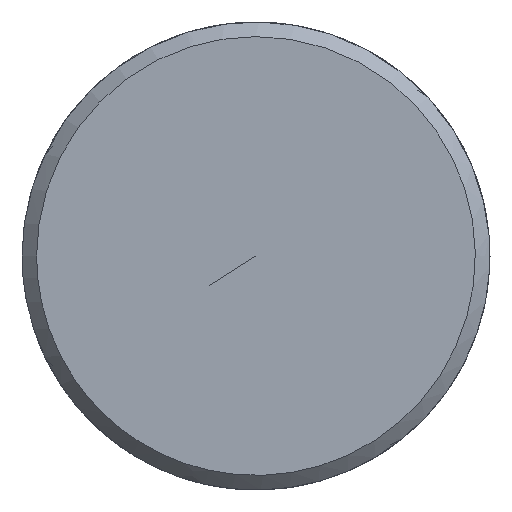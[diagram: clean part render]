
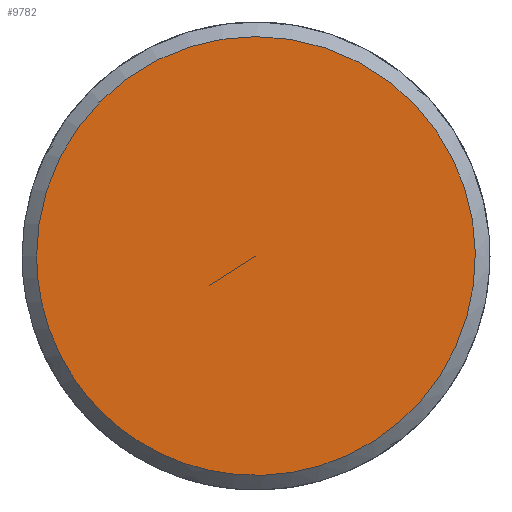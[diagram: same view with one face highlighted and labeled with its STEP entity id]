
A CAD part, left-side view. The second image highlights one B-rep face of the part: STEP entity #9782.
In plain terms, the highlighted free-form (B-spline) face has degree [5, 1] with [6, 2] control points.
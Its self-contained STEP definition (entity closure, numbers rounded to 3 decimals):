
#9710 = CARTESIAN_POINT ('', (-64., 3.75, 0.));
#9711 = VERTEX_POINT ('', #9710);
#9719 = CARTESIAN_POINT ('', (-64., 3.75, 0.));
#9720 = CARTESIAN_POINT ('', (-64., 3.75, 15.));
#9721 = CARTESIAN_POINT ('', (-64., -11.25, 7.5));
#9722 = CARTESIAN_POINT ('', (-64., -11.25, -7.5));
#9723 = CARTESIAN_POINT ('', (-64., 3.75, -15.));
#9724 = CARTESIAN_POINT ('', (-64., 3.75, 0.));
#9725 = (
   BOUNDED_CURVE ()
   B_SPLINE_CURVE (5, (#9719, #9720, #9721, #9722, #9723, #9724), .UNSPECIFIED., .T., .U.)
   B_SPLINE_CURVE_WITH_KNOTS ((6, 6), (0., 1.), .UNSPECIFIED.)
   CURVE ()
   GEOMETRIC_REPRESENTATION_ITEM ()
   RATIONAL_B_SPLINE_CURVE ((5., 1., 1., 1., 1., 5.))
   REPRESENTATION_ITEM ('')
);
#9726 = EDGE_CURVE ('', #9711, #9711, #9725, .T.);
#9758 = CARTESIAN_POINT ('', (-64., 0., 0.));
#9759 = VERTEX_POINT ('', #9758);
#9760 = CARTESIAN_POINT ('', (-64., 0., 0.));
#9761 = CARTESIAN_POINT ('', (-64., 3.75, 0.));
#9762 = B_SPLINE_CURVE_WITH_KNOTS ('', 1, (#9760, #9761), .UNSPECIFIED., .F., .U., (2, 2), (0., 1.), .UNSPECIFIED.);
#9763 = EDGE_CURVE ('', #9759, #9711, #9762, .T.);
#9764 = ORIENTED_EDGE ('', *, *, #9763, .F.);
#9765 = ORIENTED_EDGE ('', *, *, #9763, .T.);
#9766 = ORIENTED_EDGE ('', *, *, #9726, .F.);
#9767 = EDGE_LOOP ('', (#9764, #9765, #9766));
#9768 = FACE_OUTER_BOUND ('', #9767, .T.);
#9769 = CARTESIAN_POINT ('', (-64., 0., 0.));
#9770 = CARTESIAN_POINT ('', (-64., 3.75, 0.));
#9771 = CARTESIAN_POINT ('', (-64., 0., 0.));
#9772 = CARTESIAN_POINT ('', (-64., 3.75, 15.));
#9773 = CARTESIAN_POINT ('', (-64., 0., 0.));
#9774 = CARTESIAN_POINT ('', (-64., -11.25, 7.5));
#9775 = CARTESIAN_POINT ('', (-64., 0., 0.));
#9776 = CARTESIAN_POINT ('', (-64., -11.25, -7.5));
#9777 = CARTESIAN_POINT ('', (-64., 0., 0.));
#9778 = CARTESIAN_POINT ('', (-64., 3.75, -15.));
#9779 = CARTESIAN_POINT ('', (-64., 0., 0.));
#9780 = CARTESIAN_POINT ('', (-64., 3.75, 0.));
#9781 = (
   BOUNDED_SURFACE ()
   B_SPLINE_SURFACE (5, 1, ((#9769, #9770), (#9771, #9772), (#9773, #9774), (#9775, #9776), (#9777, #9778), (#9779, #9780)), .UNSPECIFIED., .T., .F., .U.)
   B_SPLINE_SURFACE_WITH_KNOTS ((6, 6), (2, 2), (0., 1.), (0., 1.), .UNSPECIFIED.)
   SURFACE ()
   GEOMETRIC_REPRESENTATION_ITEM ()
   RATIONAL_B_SPLINE_SURFACE (((5., 5.), (1., 1.), (1., 1.), (1., 1.), (1., 1.), (5., 5.)))
   REPRESENTATION_ITEM ('')
);
#9782 = ADVANCED_FACE ('', (#9768), #9781, .T.);
